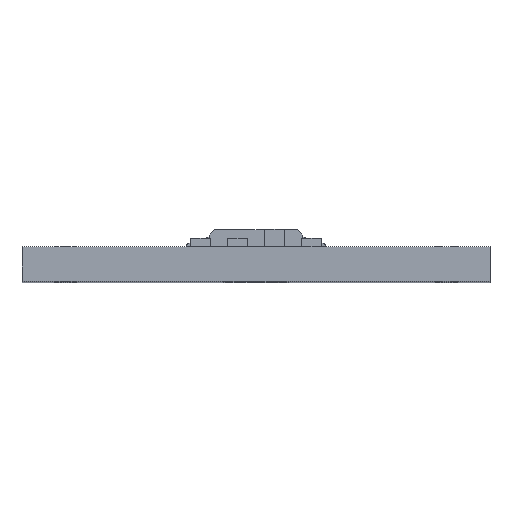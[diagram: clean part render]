
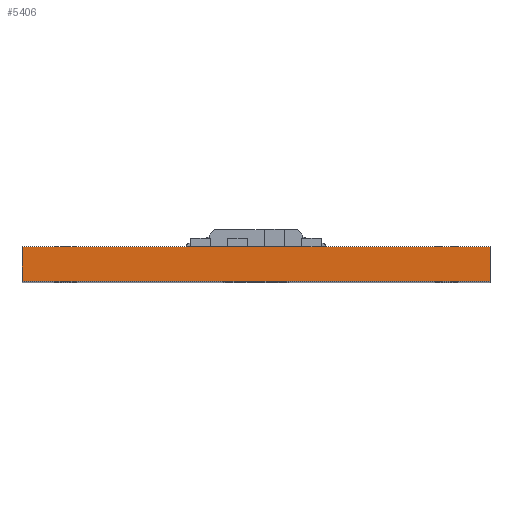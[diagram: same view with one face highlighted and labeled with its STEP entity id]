
A CAD part, top view. The second image highlights one B-rep face of the part: STEP entity #5406.
In plain terms, the highlighted planar face has unit normal (0, 0, 1).
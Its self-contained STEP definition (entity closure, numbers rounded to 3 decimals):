
#300=FACE_OUTER_BOUND('',#592,.T.);
#592=EDGE_LOOP('',(#3450,#3451,#3452,#3453));
#891=LINE('',#7555,#1511);
#892=LINE('',#7610,#1512);
#898=LINE('',#7621,#1518);
#899=LINE('',#7623,#1519);
#1511=VECTOR('',#6103,21.844);
#1512=VECTOR('',#6158,1.626);
#1518=VECTOR('',#6168,1.626);
#1519=VECTOR('',#6171,21.844);
#2128=VERTEX_POINT('',#7548);
#2131=VERTEX_POINT('',#7553);
#2158=VERTEX_POINT('',#7609);
#2161=VERTEX_POINT('',#7619);
#2643=EDGE_CURVE('',#2131,#2128,#891,.T.);
#2670=EDGE_CURVE('',#2158,#2128,#892,.T.);
#2676=EDGE_CURVE('',#2161,#2131,#898,.T.);
#2677=EDGE_CURVE('',#2161,#2158,#899,.T.);
#3450=ORIENTED_EDGE('',*,*,#2643,.F.);
#3451=ORIENTED_EDGE('',*,*,#2676,.F.);
#3452=ORIENTED_EDGE('',*,*,#2677,.T.);
#3453=ORIENTED_EDGE('',*,*,#2670,.T.);
#4948=PLANE('',#5712);
#5406=ADVANCED_FACE('',(#300),#4948,.T.);
#5712=AXIS2_PLACEMENT_3D('',#7622,#6169,#6170);
#6103=DIRECTION('',(-1.,0.,0.));
#6158=DIRECTION('',(0.,-1.,0.));
#6168=DIRECTION('',(0.,-1.,0.));
#6169=DIRECTION('center_axis',(0.,0.,1.));
#6170=DIRECTION('ref_axis',(1.,0.,0.));
#6171=DIRECTION('',(-1.,0.,0.));
#7548=CARTESIAN_POINT('',(-11.094,-0.026,15.75));
#7553=CARTESIAN_POINT('',(10.75,-0.026,15.75));
#7555=CARTESIAN_POINT('',(10.75,-0.026,15.75));
#7609=CARTESIAN_POINT('',(-11.094,1.6,15.75));
#7610=CARTESIAN_POINT('',(-11.094,1.6,15.75));
#7619=CARTESIAN_POINT('',(10.75,1.6,15.75));
#7621=CARTESIAN_POINT('',(10.75,1.6,15.75));
#7622=CARTESIAN_POINT('Origin',(-11.094,-0.026,15.75));
#7623=CARTESIAN_POINT('',(10.75,1.6,15.75));
